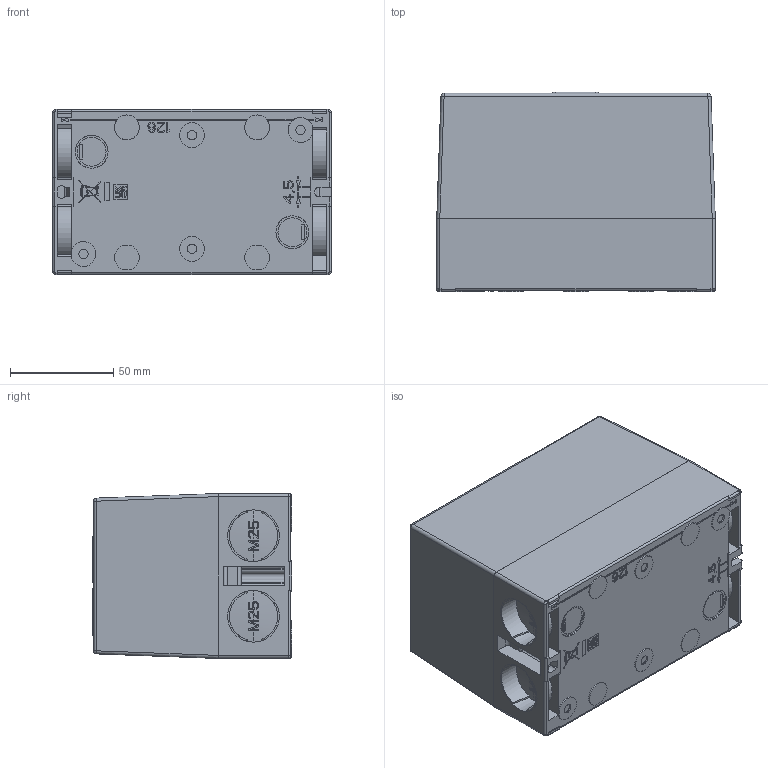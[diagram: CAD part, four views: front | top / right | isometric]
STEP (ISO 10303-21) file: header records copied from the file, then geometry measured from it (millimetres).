
FILE_DESCRIPTION((''),'2;1');
FILE_NAME('OP55_ASM','2025-07-09T12:46:11',('pkristl'),('Audax d.o.o.'),'CREO PARAMETRIC BY PTC INC, 2020281','CREO PARAMETRIC BY PTC INC, 2020281','');
FILE_SCHEMA(('AP242_MANAGED_MODEL_BASED_3D_ENGINEERING_MIM_LF { 1 0 10303 442 1 1 4 }'));
Products named in the file (6): 37425415-W; 37422155; OP41_ASM; 37422158; 37422159; OP55_ASM
Assembly tree (5 placements, depth 3):
  OP55_ASM
    OP41_ASM
      37425415-W
      37422155
    37422158
    37422159
Bounding box: 134.85 x 96.5 x 79.85 mm (x, y, z)
Volume: 159257.2 mm3; surface area: 162417.6 mm2
Topology: 4 solids, 8 shells, 2247 faces, 6238 edges, 4210 vertices
Faces by surface type: plane 1648, cylinder 394, cone 84, bspline 48, torus 30, sphere 30, extrusion 13
Entity records: 114109 total; most frequent: CARTESIAN_POINT 20481, DIRECTION 12159, ORIENTED_EDGE 12050, PRESENTATION_STYLE_ASSIGNMENT 8321, STYLED_ITEM 8321, CURVE_STYLE 6243, EDGE_CURVE 6029, VECTOR 4617
